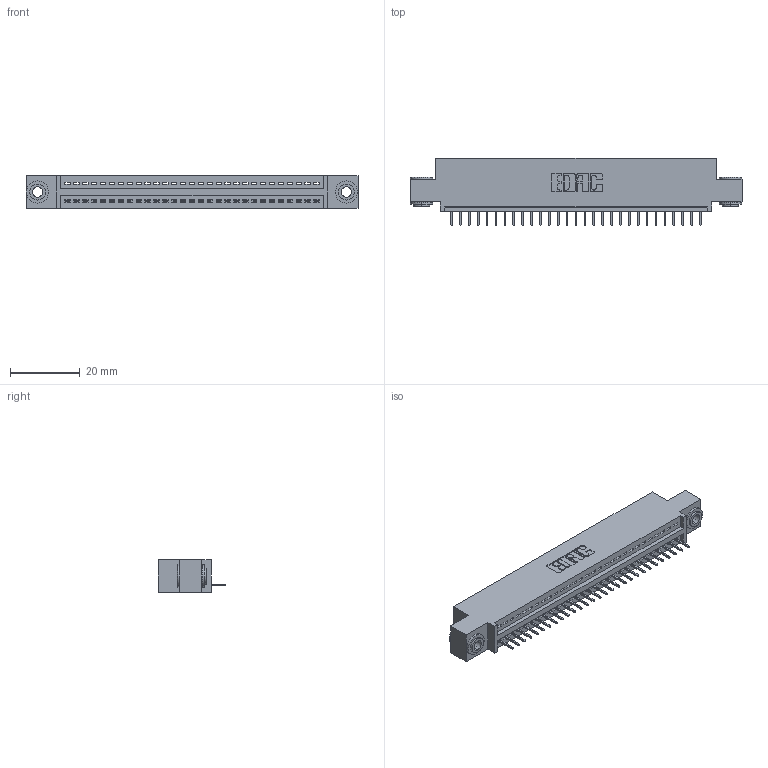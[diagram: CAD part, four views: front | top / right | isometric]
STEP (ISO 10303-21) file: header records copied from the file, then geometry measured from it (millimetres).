
FILE_DESCRIPTION (( 'STEP AP203' ), '1' );
FILE_NAME ('345-029-524-403.STEP', '2018-08-23T01:20:52', ( '' ), ( '' ), 'SwSTEP 2.0', 'SolidWorks 2016', '' );
FILE_SCHEMA (( 'CONFIG_CONTROL_DESIGN' ));
Length unit declared in the file: inch
Products named in the file (4): 345 Part_0.110 Offset - 0.156 Dia-TH; 345-292-001_345-293-124; 345-250-002_345-250-002-102; 345-029-524-403
Assembly tree (32 placements, depth 2):
  345-029-524-403
    345 Part_0.110 Offset - 0.156 Dia-TH
    345-292-001_345-293-124  x29
    345-250-002_345-250-002-102  x2
Bounding box: 94.87 x 19.35 x 9.4 mm (x, y, z)
Volume: 8735.7 mm3; surface area: 11362.4 mm2
Topology: 32 solids, 32 shells, 1966 faces, 5649 edges, 3646 vertices
Faces by surface type: plane 1428, cylinder 530, cone 8
Entity records: 24432 total; most frequent: CARTESIAN_POINT 4210, ORIENTED_EDGE 4166, DIRECTION 3727, EDGE_CURVE 2083, VECTOR 1815, LINE 1815, VERTEX_POINT 1382, AXIS2_PLACEMENT_3D 956
